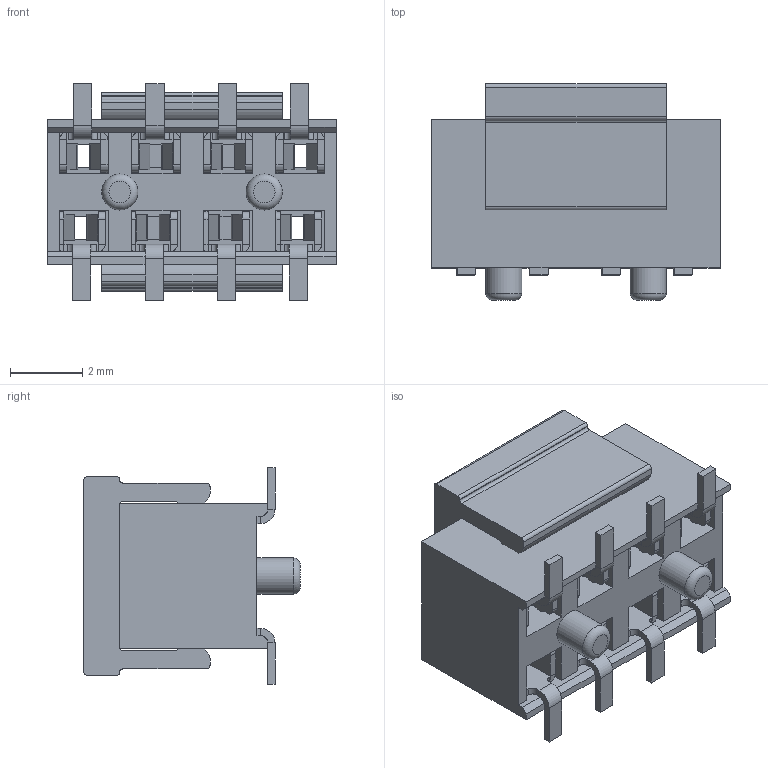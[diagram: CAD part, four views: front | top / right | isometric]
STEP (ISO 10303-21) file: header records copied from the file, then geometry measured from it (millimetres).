
FILE_DESCRIPTION(/* description */ (''),/* implementation_level */ '2;1');
FILE_NAME(/* name */ '7450-08-20-XX-10-PP.stp',/* time_stamp */ '2025-05-20T09:48:35+02:00',/* author */ ('andreas.larin'),/* organization */ (''),/* preprocessor_version */ 'ST-DEVELOPER v20',/* originating_system */ 'Autodesk Inventor 2025',/* authorisation */ '');
FILE_SCHEMA (('AUTOMOTIVE_DESIGN { 1 0 10303 214 3 1 1 }'));
Length unit declared in the file: millimetre
Products named in the file (3): 7450-08-20-XX-10-PP; 7450-08-20-XX-10-XX; 7450-CAP
Assembly tree (2 placements, depth 2):
  7450-08-20-XX-10-PP
    7450-08-20-XX-10-XX
    7450-CAP
Bounding box: 8 x 6 x 6 mm (x, y, z)
Volume: 136.8 mm3; surface area: 531.9 mm2
Topology: 2 solids, 2 shells, 992 faces, 2694 edges, 1660 vertices
Faces by surface type: plane 644, cylinder 298, bspline 48, torus 2
Full cylindrical faces by diameter (mm): 1 x2
Entity records: 34287 total; most frequent: CARTESIAN_POINT 8115, ORIENTED_EDGE 5388, DIRECTION 5086, EDGE_CURVE 2694, LINE 2008, VECTOR 2008, VERTEX_POINT 1660, AXIS2_PLACEMENT_3D 1539
